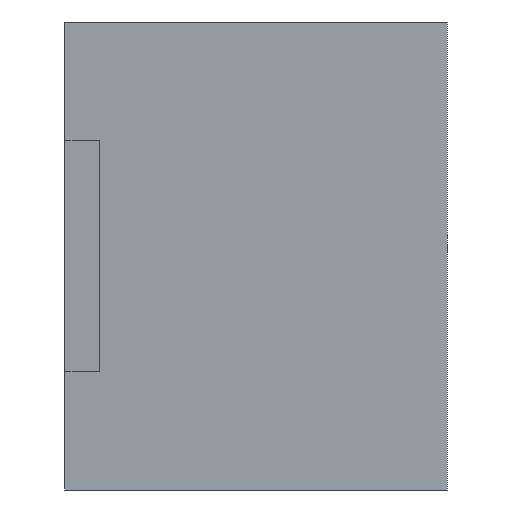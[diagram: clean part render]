
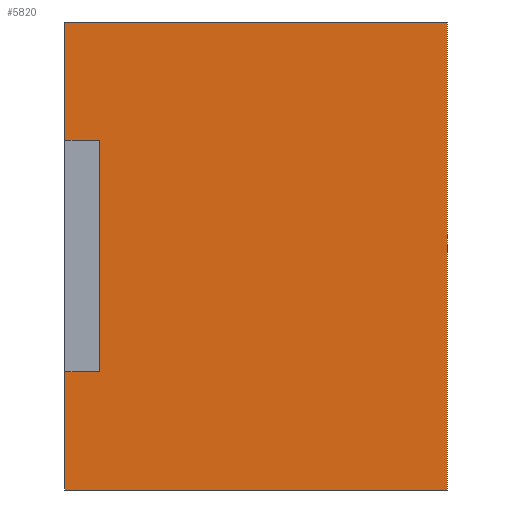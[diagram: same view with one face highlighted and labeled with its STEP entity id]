
A CAD part, left-side view. The second image highlights one B-rep face of the part: STEP entity #5820.
In plain terms, the highlighted planar face has unit normal (-1, 0, 0).
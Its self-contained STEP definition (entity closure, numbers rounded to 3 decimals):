
#294=FACE_OUTER_BOUND('',#572,.T.);
#572=EDGE_LOOP('',(#4979,#4980,#4981,#4982,#4983,#4984,#4985,#4986));
#578=LINE('',#7517,#1406);
#1322=LINE('',#9015,#2150);
#1323=LINE('',#9018,#2151);
#1396=LINE('',#9154,#2224);
#1398=LINE('',#9158,#2226);
#1399=LINE('',#9161,#2227);
#1400=LINE('',#9162,#2228);
#1401=LINE('',#9163,#2229);
#1406=VECTOR('',#6126,10.);
#2150=VECTOR('',#7360,10.);
#2151=VECTOR('',#7363,10.);
#2224=VECTOR('',#7490,10.);
#2226=VECTOR('',#7494,10.);
#2227=VECTOR('',#7497,10.);
#2228=VECTOR('',#7498,10.);
#2229=VECTOR('',#7499,10.);
#2232=VERTEX_POINT('',#7511);
#2234=VERTEX_POINT('',#7515);
#2742=VERTEX_POINT('',#9011);
#2743=VERTEX_POINT('',#9013);
#2744=VERTEX_POINT('',#9017);
#2780=VERTEX_POINT('',#9152);
#2781=VERTEX_POINT('',#9156);
#2782=VERTEX_POINT('',#9160);
#2786=EDGE_CURVE('',#2232,#2234,#578,.T.);
#3530=EDGE_CURVE('',#2743,#2742,#1322,.T.);
#3531=EDGE_CURVE('',#2744,#2234,#1323,.T.);
#3604=EDGE_CURVE('',#2780,#2742,#1396,.T.);
#3606=EDGE_CURVE('',#2781,#2744,#1398,.T.);
#3607=EDGE_CURVE('',#2782,#2232,#1399,.T.);
#3608=EDGE_CURVE('',#2781,#2780,#1400,.T.);
#3609=EDGE_CURVE('',#2782,#2743,#1401,.T.);
#4979=ORIENTED_EDGE('',*,*,#3607,.T.);
#4980=ORIENTED_EDGE('',*,*,#2786,.T.);
#4981=ORIENTED_EDGE('',*,*,#3531,.F.);
#4982=ORIENTED_EDGE('',*,*,#3606,.F.);
#4983=ORIENTED_EDGE('',*,*,#3608,.T.);
#4984=ORIENTED_EDGE('',*,*,#3604,.T.);
#4985=ORIENTED_EDGE('',*,*,#3530,.F.);
#4986=ORIENTED_EDGE('',*,*,#3609,.F.);
#5542=PLANE('',#6113);
#5820=ADVANCED_FACE('',(#294),#5542,.T.);
#6113=AXIS2_PLACEMENT_3D('',#9159,#7495,#7496);
#6126=DIRECTION('',(0.,-1.,0.));
#7360=DIRECTION('',(0.,0.,-1.));
#7363=DIRECTION('',(0.,0.,1.));
#7490=DIRECTION('',(0.,-1.,0.));
#7494=DIRECTION('',(0.,-1.,0.));
#7495=DIRECTION('center_axis',(-1.,0.,0.));
#7496=DIRECTION('ref_axis',(0.,0.,-1.));
#7497=DIRECTION('',(0.,0.,-1.));
#7498=DIRECTION('',(0.,0.,-1.));
#7499=DIRECTION('',(0.,-1.,0.));
#7511=CARTESIAN_POINT('',(25.8,-3.9,31.5));
#7515=CARTESIAN_POINT('',(25.8,-6.9,31.5));
#7517=CARTESIAN_POINT('',(25.8,-3.9,31.5));
#9011=CARTESIAN_POINT('',(25.8,-36.9,1.3));
#9013=CARTESIAN_POINT('',(25.8,-36.9,41.7));
#9015=CARTESIAN_POINT('',(25.8,-36.9,1.3));
#9017=CARTESIAN_POINT('',(25.8,-6.9,11.5));
#9018=CARTESIAN_POINT('',(25.8,-6.9,31.6));
#9152=CARTESIAN_POINT('',(25.8,-3.9,1.3));
#9154=CARTESIAN_POINT('',(25.8,-3.9,1.3));
#9156=CARTESIAN_POINT('',(25.8,-3.9,11.5));
#9158=CARTESIAN_POINT('',(25.8,-3.9,11.5));
#9159=CARTESIAN_POINT('Origin',(25.8,-3.9,41.7));
#9160=CARTESIAN_POINT('',(25.8,-3.9,41.7));
#9161=CARTESIAN_POINT('',(25.8,-3.9,43.));
#9162=CARTESIAN_POINT('',(25.8,-3.9,43.));
#9163=CARTESIAN_POINT('',(25.8,-3.9,41.7));
